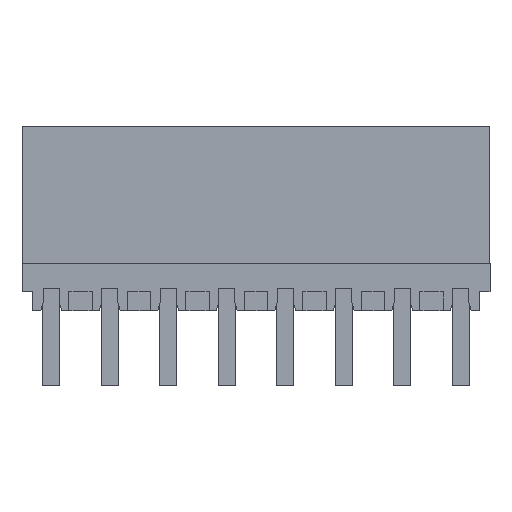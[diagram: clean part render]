
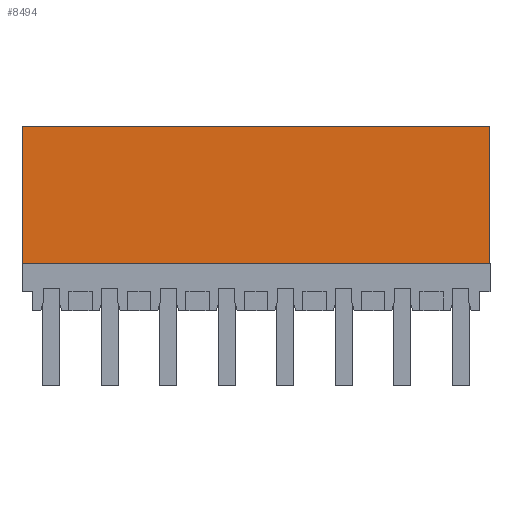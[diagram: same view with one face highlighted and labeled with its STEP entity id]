
A CAD part, front view. The second image highlights one B-rep face of the part: STEP entity #8494.
In plain terms, the highlighted planar face has unit normal (0, -1, 0).
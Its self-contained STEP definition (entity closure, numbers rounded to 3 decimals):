
#8481=AXIS2_PLACEMENT_3D('Plane Axis2P3D',#8478,#8479,#8480) ;
#2945=CARTESIAN_POINT('Line Origine',(28.,0.,11.45)) ;
#2949=CARTESIAN_POINT('Vertex',(28.,0.,15.55)) ;
#2951=CARTESIAN_POINT('Vertex',(28.,0.,7.35)) ;
#5166=CARTESIAN_POINT('Vertex',(0.,0.,7.35)) ;
#5169=CARTESIAN_POINT('Line Origine',(0.,0.,11.45)) ;
#5173=CARTESIAN_POINT('Vertex',(0.,0.,15.55)) ;
#5707=CARTESIAN_POINT('Line Origine',(14.,0.,7.35)) ;
#8478=CARTESIAN_POINT('Axis2P3D Location',(13.3,0.,15.55)) ;
#8483=CARTESIAN_POINT('Line Origine',(14.,0.,15.55)) ;
#2946=DIRECTION('Vector Direction',(0.,0.,-1.)) ;
#5170=DIRECTION('Vector Direction',(0.,0.,-1.)) ;
#5708=DIRECTION('Vector Direction',(1.,0.,0.)) ;
#8479=DIRECTION('Axis2P3D Direction',(0.,-1.,0.)) ;
#8480=DIRECTION('Axis2P3D XDirection',(0.,0.,-1.)) ;
#8484=DIRECTION('Vector Direction',(1.,0.,0.)) ;
#2947=VECTOR('Line Direction',#2946,1.) ;
#5171=VECTOR('Line Direction',#5170,1.) ;
#5709=VECTOR('Line Direction',#5708,1.) ;
#8485=VECTOR('Line Direction',#8484,1.) ;
#8489=ORIENTED_EDGE('',*,*,#5175,.T.) ;
#8490=ORIENTED_EDGE('',*,*,#5711,.F.) ;
#8491=ORIENTED_EDGE('',*,*,#2953,.F.) ;
#8492=ORIENTED_EDGE('',*,*,#8487,.F.) ;
#8494=ADVANCED_FACE('HOUSING',(#8493),#8482,.T.) ;
#2953=EDGE_CURVE('',#2950,#2952,#2948,.T.) ;
#5175=EDGE_CURVE('',#5174,#5167,#5172,.T.) ;
#5711=EDGE_CURVE('',#2952,#5167,#5710,.F.) ;
#8487=EDGE_CURVE('',#5174,#2950,#8486,.T.) ;
#8488=EDGE_LOOP('',(#8489,#8490,#8491,#8492)) ;
#8493=FACE_OUTER_BOUND('',#8488,.T.) ;
#2948=LINE('Line',#2945,#2947) ;
#5172=LINE('Line',#5169,#5171) ;
#5710=LINE('Line',#5707,#5709) ;
#8486=LINE('Line',#8483,#8485) ;
#8482=PLANE('',#8481) ;
#2950=VERTEX_POINT('',#2949) ;
#2952=VERTEX_POINT('',#2951) ;
#5167=VERTEX_POINT('',#5166) ;
#5174=VERTEX_POINT('',#5173) ;
